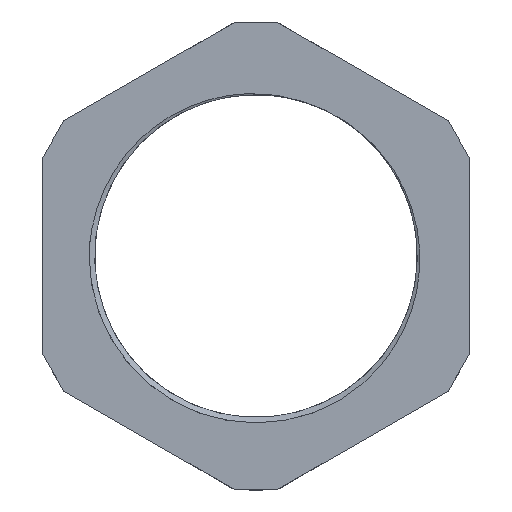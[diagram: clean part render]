
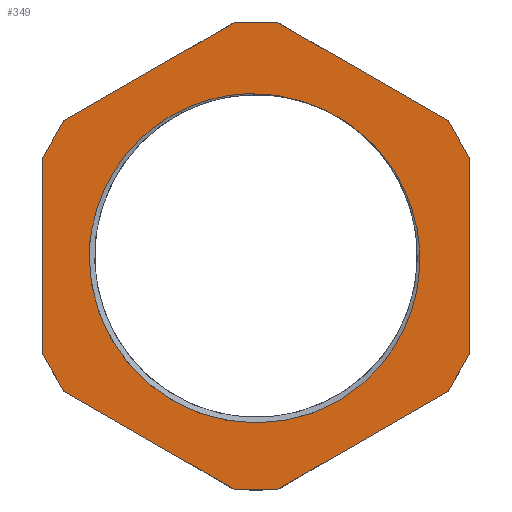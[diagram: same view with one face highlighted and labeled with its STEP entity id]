
A CAD part, top view. The second image highlights one B-rep face of the part: STEP entity #349.
In plain terms, the highlighted planar face has unit normal (0, 0, 1).
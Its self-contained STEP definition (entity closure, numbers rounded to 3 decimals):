
#17=FACE_BOUND('',#140,.T.);
#25=LINE('',#1198,#49);
#28=LINE('',#1208,#52);
#30=LINE('',#1214,#54);
#32=LINE('',#1222,#56);
#34=LINE('',#1228,#58);
#36=LINE('',#1236,#60);
#38=LINE('',#1242,#62);
#40=LINE('',#1251,#64);
#43=LINE('',#1260,#67);
#44=LINE('',#1265,#68);
#47=LINE('',#1274,#71);
#48=LINE('',#1277,#72);
#49=VECTOR('',#402,10.);
#52=VECTOR('',#407,10.);
#54=VECTOR('',#413,10.);
#56=VECTOR('',#417,10.);
#58=VECTOR('',#423,10.);
#60=VECTOR('',#427,10.);
#62=VECTOR('',#433,10.);
#64=VECTOR('',#437,10.);
#67=VECTOR('',#442,10.);
#68=VECTOR('',#447,10.);
#71=VECTOR('',#452,10.);
#72=VECTOR('',#457,10.);
#86=PLANE('',#385);
#88=CIRCLE('',#360,22.739);
#89=CIRCLE('',#362,23.5);
#118=FACE_OUTER_BOUND('',#139,.T.);
#139=EDGE_LOOP('',(#313,#314,#315,#316,#317,#318,#319,#320,#321,#322,#323,
#324));
#140=EDGE_LOOP('',(#325,#326,#327,#328));
#143=B_SPLINE_CURVE_WITH_KNOTS('',3,(#728,#729,#730,#731,#732,#733,#734,
#735,#736,#737,#738,#739,#740),.UNSPECIFIED.,.F.,.F.,(4,3,3,3,4),(-4.324,
-3.462,-2.318,-1.164,0.),.UNSPECIFIED.);
#148=B_SPLINE_CURVE_WITH_KNOTS('',3,(#1179,#1180,#1181,#1182,#1183,#1184,
#1185,#1186,#1187,#1188,#1189,#1190,#1191),.UNSPECIFIED.,.F.,.F.,(4,3,3,
3,4),(-4.321,-3.438,-2.282,-1.136,
0.),.UNSPECIFIED.);
#151=VERTEX_POINT('',#680);
#152=VERTEX_POINT('',#727);
#154=VERTEX_POINT('',#790);
#156=VERTEX_POINT('',#1048);
#157=VERTEX_POINT('',#1196);
#158=VERTEX_POINT('',#1197);
#161=VERTEX_POINT('',#1207);
#163=VERTEX_POINT('',#1213);
#165=VERTEX_POINT('',#1221);
#167=VERTEX_POINT('',#1227);
#169=VERTEX_POINT('',#1235);
#171=VERTEX_POINT('',#1241);
#173=VERTEX_POINT('',#1249);
#174=VERTEX_POINT('',#1250);
#177=VERTEX_POINT('',#1263);
#178=VERTEX_POINT('',#1264);
#184=EDGE_CURVE('',#151,#152,#143,.T.);
#188=EDGE_CURVE('',#154,#151,#88,.T.);
#191=EDGE_CURVE('',#156,#154,#148,.T.);
#192=EDGE_CURVE('',#156,#152,#89,.T.);
#194=EDGE_CURVE('',#157,#158,#25,.T.);
#198=EDGE_CURVE('',#158,#161,#28,.T.);
#201=EDGE_CURVE('',#161,#163,#30,.T.);
#204=EDGE_CURVE('',#163,#165,#32,.T.);
#207=EDGE_CURVE('',#165,#167,#34,.T.);
#210=EDGE_CURVE('',#167,#169,#36,.T.);
#213=EDGE_CURVE('',#169,#171,#38,.T.);
#216=EDGE_CURVE('',#173,#174,#40,.T.);
#220=EDGE_CURVE('',#174,#157,#43,.T.);
#222=EDGE_CURVE('',#177,#178,#44,.T.);
#226=EDGE_CURVE('',#171,#177,#47,.T.);
#228=EDGE_CURVE('',#178,#173,#48,.T.);
#313=ORIENTED_EDGE('',*,*,#226,.T.);
#314=ORIENTED_EDGE('',*,*,#222,.T.);
#315=ORIENTED_EDGE('',*,*,#228,.T.);
#316=ORIENTED_EDGE('',*,*,#216,.T.);
#317=ORIENTED_EDGE('',*,*,#220,.T.);
#318=ORIENTED_EDGE('',*,*,#194,.T.);
#319=ORIENTED_EDGE('',*,*,#198,.T.);
#320=ORIENTED_EDGE('',*,*,#201,.T.);
#321=ORIENTED_EDGE('',*,*,#204,.T.);
#322=ORIENTED_EDGE('',*,*,#207,.T.);
#323=ORIENTED_EDGE('',*,*,#210,.T.);
#324=ORIENTED_EDGE('',*,*,#213,.T.);
#325=ORIENTED_EDGE('',*,*,#192,.T.);
#326=ORIENTED_EDGE('',*,*,#184,.F.);
#327=ORIENTED_EDGE('',*,*,#188,.F.);
#328=ORIENTED_EDGE('',*,*,#191,.F.);
#349=ADVANCED_FACE('',(#118,#17),#86,.T.);
#360=AXIS2_PLACEMENT_3D('',#837,#392,#393);
#362=AXIS2_PLACEMENT_3D('',#1193,#396,#397);
#385=AXIS2_PLACEMENT_3D('',#1283,#466,#467);
#392=DIRECTION('center_axis',(0.,0.,1.));
#393=DIRECTION('ref_axis',(-1.,0.,0.));
#396=DIRECTION('center_axis',(0.,0.,-1.));
#397=DIRECTION('ref_axis',(-1.,0.,0.));
#402=DIRECTION('',(0.866,0.5,0.));
#407=DIRECTION('',(0.5,0.866,0.));
#413=DIRECTION('',(0.,1.,0.));
#417=DIRECTION('',(-0.5,0.866,0.));
#423=DIRECTION('',(-0.866,0.5,0.));
#427=DIRECTION('',(-1.,0.,0.));
#433=DIRECTION('',(-0.866,-0.5,0.));
#437=DIRECTION('',(0.866,-0.5,0.));
#442=DIRECTION('',(1.,0.,0.));
#447=DIRECTION('',(0.,-1.,0.));
#452=DIRECTION('',(-0.5,-0.866,0.));
#457=DIRECTION('',(0.5,-0.866,0.));
#466=DIRECTION('center_axis',(0.,0.,1.));
#467=DIRECTION('ref_axis',(1.,0.,0.));
#680=CARTESIAN_POINT('',(6.572,21.768,5.));
#727=CARTESIAN_POINT('',(-23.5,0.,5.));
#728=CARTESIAN_POINT('Ctrl Pts',(6.573,21.768,5.));
#729=CARTESIAN_POINT('Ctrl Pts',(3.839,22.644,5.));
#730=CARTESIAN_POINT('Ctrl Pts',(0.955,23.003,5.));
#731=CARTESIAN_POINT('Ctrl Pts',(-1.905,22.815,5.));
#732=CARTESIAN_POINT('Ctrl Pts',(-5.703,22.566,5.));
#733=CARTESIAN_POINT('Ctrl Pts',(-9.43,21.35,5.));
#734=CARTESIAN_POINT('Ctrl Pts',(-12.641,19.331,5.));
#735=CARTESIAN_POINT('Ctrl Pts',(-15.882,17.292,5.));
#736=CARTESIAN_POINT('Ctrl Pts',(-18.612,14.423,5.));
#737=CARTESIAN_POINT('Ctrl Pts',(-20.494,11.085,5.));
#738=CARTESIAN_POINT('Ctrl Pts',(-22.391,7.72,5.));
#739=CARTESIAN_POINT('Ctrl Pts',(-23.433,3.879,5.));
#740=CARTESIAN_POINT('Ctrl Pts',(-23.5,0.,5.));
#790=CARTESIAN_POINT('',(15.566,16.576,5.));
#837=CARTESIAN_POINT('Origin',(0.,0.,5.));
#1048=CARTESIAN_POINT('',(11.75,-20.352,5.));
#1179=CARTESIAN_POINT('Ctrl Pts',(11.749,-20.352,5.));
#1180=CARTESIAN_POINT('Ctrl Pts',(14.275,-18.831,5.));
#1181=CARTESIAN_POINT('Ctrl Pts',(16.503,-16.848,5.));
#1182=CARTESIAN_POINT('Ctrl Pts',(18.291,-14.511,5.));
#1183=CARTESIAN_POINT('Ctrl Pts',(20.63,-11.455,5.));
#1184=CARTESIAN_POINT('Ctrl Pts',(22.193,-7.813,5.));
#1185=CARTESIAN_POINT('Ctrl Pts',(22.793,-4.026,5.));
#1186=CARTESIAN_POINT('Ctrl Pts',(23.388,-0.27,5.));
#1187=CARTESIAN_POINT('Ctrl Pts',(23.037,3.649,5.));
#1188=CARTESIAN_POINT('Ctrl Pts',(21.771,7.239,5.));
#1189=CARTESIAN_POINT('Ctrl Pts',(20.518,10.796,5.));
#1190=CARTESIAN_POINT('Ctrl Pts',(18.372,14.034,5.));
#1191=CARTESIAN_POINT('Ctrl Pts',(15.566,16.576,5.));
#1193=CARTESIAN_POINT('Origin',(0.,0.,5.));
#1196=CARTESIAN_POINT('',(2.949,-32.943,5.));
#1197=CARTESIAN_POINT('',(27.055,-19.025,5.));
#1198=CARTESIAN_POINT('',(28.169,-18.382,5.));
#1207=CARTESIAN_POINT('',(30.004,-13.918,5.));
#1208=CARTESIAN_POINT('',(29.267,-15.195,5.));
#1213=CARTESIAN_POINT('',(30.004,13.918,5.));
#1214=CARTESIAN_POINT('',(30.004,-1.286,5.));
#1221=CARTESIAN_POINT('',(27.055,19.025,5.));
#1222=CARTESIAN_POINT('',(34.933,5.381,5.));
#1227=CARTESIAN_POINT('',(2.949,32.943,5.));
#1228=CARTESIAN_POINT('',(23.257,21.219,5.));
#1235=CARTESIAN_POINT('',(-2.949,32.943,5.));
#1236=CARTESIAN_POINT('',(12.807,32.943,5.));
#1241=CARTESIAN_POINT('',(-27.055,19.025,5.));
#1242=CARTESIAN_POINT('',(-13.888,26.627,5.));
#1249=CARTESIAN_POINT('',(-27.055,-19.025,5.));
#1250=CARTESIAN_POINT('',(-2.949,-32.943,5.));
#1251=CARTESIAN_POINT('',(5.306,-37.709,5.));
#1260=CARTESIAN_POINT('',(15.756,-32.943,5.));
#1263=CARTESIAN_POINT('',(-30.004,13.918,5.));
#1264=CARTESIAN_POINT('',(-30.004,-13.918,5.));
#1265=CARTESIAN_POINT('',(-30.004,-15.204,5.));
#1274=CARTESIAN_POINT('',(-29.267,15.195,5.));
#1277=CARTESIAN_POINT('',(-20.652,-30.116,5.));
#1283=CARTESIAN_POINT('Origin',(28.562,-16.49,5.));
